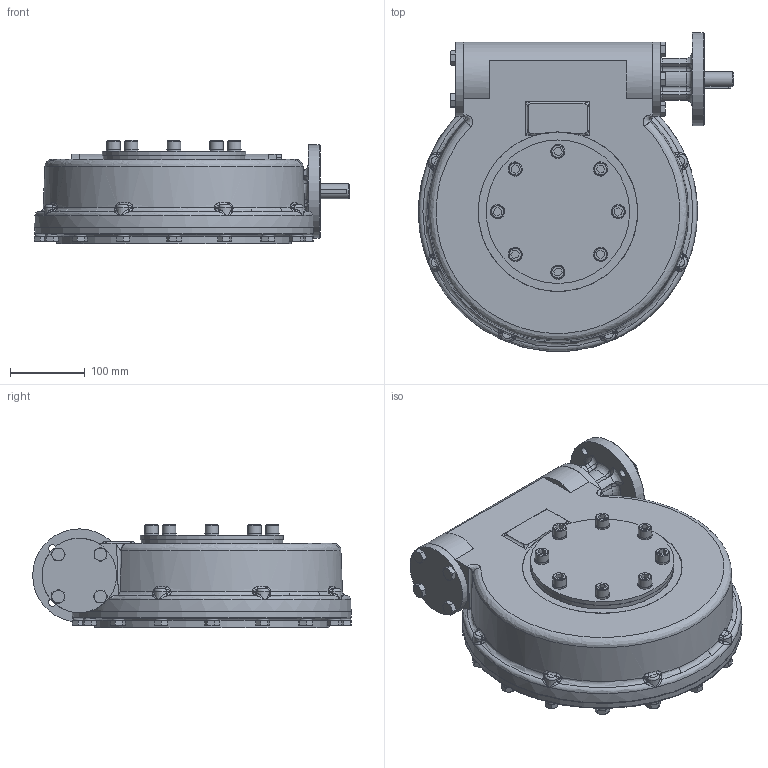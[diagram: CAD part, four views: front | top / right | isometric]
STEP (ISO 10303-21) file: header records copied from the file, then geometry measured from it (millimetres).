
FILE_DESCRIPTION(/* description */ ('Unknown'),/* implementation_level */ '2;1');
FILE_NAME(/* name */ 'PUB-MTW6-N SIMPLIFIED',/* time_stamp */ '2021-04-29T13:49:16+01:00',/* author */ ('Unknown'),/* organization */ ('Unknown'),/* preprocessor_version */ 'ST-DEVELOPER v16.7',/* originating_system */ 'Solid Edge',/* authorisation */ 'Unknown');
FILE_SCHEMA (('AUTOMOTIVE_DESIGN {1 0 10303 214 3 1 1}'));
Products named in the file (1): PUB-MTW6-N SIMPLIFIED
Bounding box: 423.19 x 427.43 x 138.5 mm (x, y, z)
Volume: 6498303 mm3; surface area: 1162821.3 mm2
Topology: 65 solids, 65 shells, 1754 faces, 3980 edges, 2449 vertices
Faces by surface type: plane 797, cylinder 331, cone 263, bspline 213, torus 125, sphere 25
Full cylindrical faces by diameter (mm): 6.3 x2, 8.376 x39, 10 x40, 10.1 x16, 10.5 x8, 10.7 x16, 11 x20, 12 x8, 12.5 x8, 13 x16, 16.299 x8, 16.6 x16, 18 x8, 19 x8, 20 x1, 30 x3, 30.4 x2, 34.7 x1, 35 x1, 35.095 x1, 37 x2, 40.5 x1, 45 x1, 56.5 x1, 56.55 x1, 61.94 x4, 62 x2, 70.05 x1, 100 x2, 125 x1
Entity records: 64309 total; most frequent: CARTESIAN_POINT 19604, ORIENTED_EDGE 6646, DIRECTION 6495, EDGE_CURVE 3323, AXIS2_PLACEMENT_3D 2710, FACE_BOUND 2518, EDGE_LOOP 2490, VERTEX_POINT 2307
